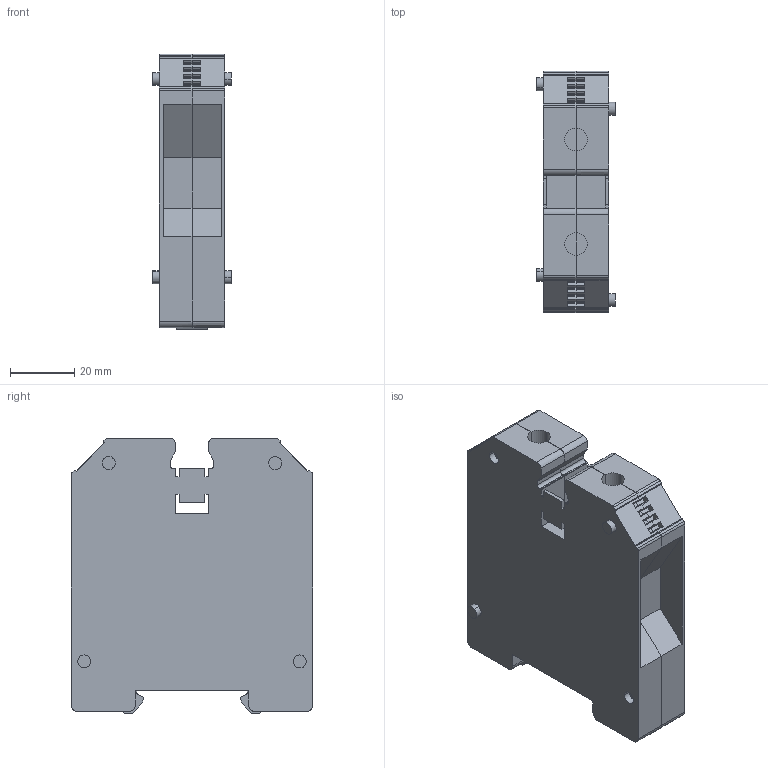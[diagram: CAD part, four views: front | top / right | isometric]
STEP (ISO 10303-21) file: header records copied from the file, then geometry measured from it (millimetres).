
FILE_DESCRIPTION(('CATIA V5 STEP Exchange','CAx-IF Rec.Pracs.--- Model Styling and Organization---1.4--- 2014-01-23'),'2;1');
FILE_NAME ('D1461274_0', '2020-03-10T10:01:28+00:00', ('none'), ('Weidmueller'), 'CATIA Version 5-6 Release 2016 SP3 HF44', 'CATIA V5 STEP AP214', 'none');
FILE_SCHEMA(('AUTOMOTIVE_DESIGN { 1 0 10303 214 1 1 1 1 }'));
Length unit declared in the file: millimetre
Products named in the file (1): 2000100000_WDU_70N-35_GE-SW
Bounding box: 24.4 x 75 x 85.71 mm (x, y, z)
Volume: 107333.7 mm3; surface area: 31963.8 mm2
Topology: 2 solids, 2 shells, 558 faces, 1666 edges, 1118 vertices
Faces by surface type: plane 328, cylinder 124, extrusion 106
Entity records: 19217 total; most frequent: CARTESIAN_POINT 5105, ORIENTED_EDGE 3332, DIRECTION 2193, EDGE_CURVE 1666, VECTOR 1233, LINE 1127, VERTEX_POINT 1118, AXIS2_PLACEMENT_3D 605
